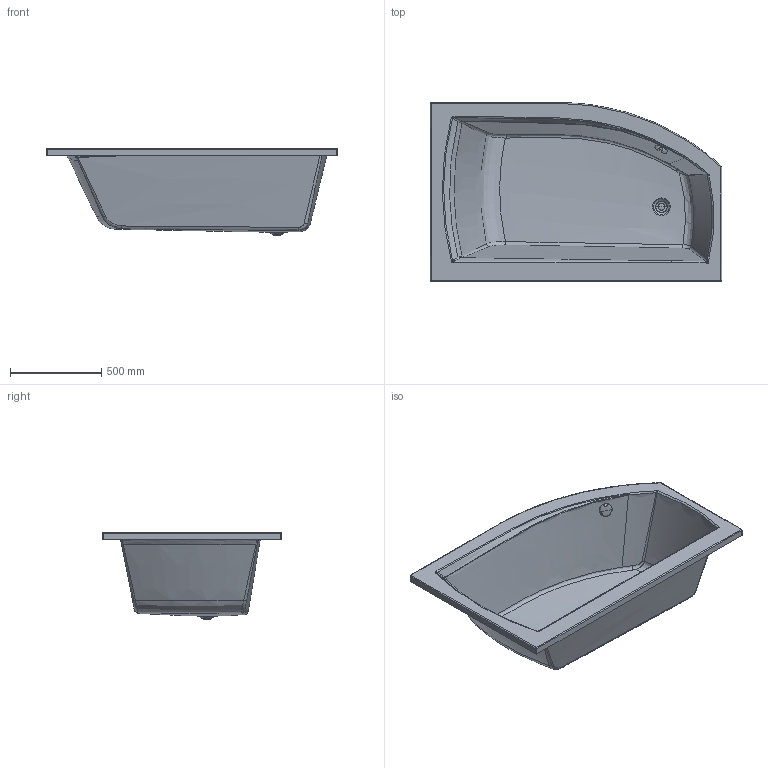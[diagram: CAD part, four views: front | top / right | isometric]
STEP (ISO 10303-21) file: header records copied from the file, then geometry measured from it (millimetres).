
FILE_DESCRIPTION(/* description */ (''),/* implementation_level */ '2;1');
FILE_NAME(/* name */ 'THERA_~2',/* time_stamp */ '2013-02-14T07:02:23+01:00',/* author */ (''),/* organization */ (''),/* preprocessor_version */ 'ST-DEVELOPER v15',/* originating_system */ '',/* authorisation */ '');
FILE_SCHEMA (('AUTOMOTIVE_DESIGN_CC2'));
Length unit declared in the file: millimetre
Products named in the file (1): Document
Bounding box: 1595 x 980 x 479.78 mm (x, y, z)
Volume: 8594.2 mm3; surface area: 2899857.2 mm2
Topology: 2 solids, 5 shells, 85 faces, 254 edges, 153 vertices
Faces by surface type: bspline 78, plane 7
Entity records: 32209 total; most frequent: CARTESIAN_POINT 30821, ORIENTED_EDGE 436, EDGE_CURVE 235, B_SPLINE_CURVE_WITH_KNOTS 155, VERTEX_POINT 153, EDGE_LOOP 92, ADVANCED_FACE 85, FACE_OUTER_BOUND 85
